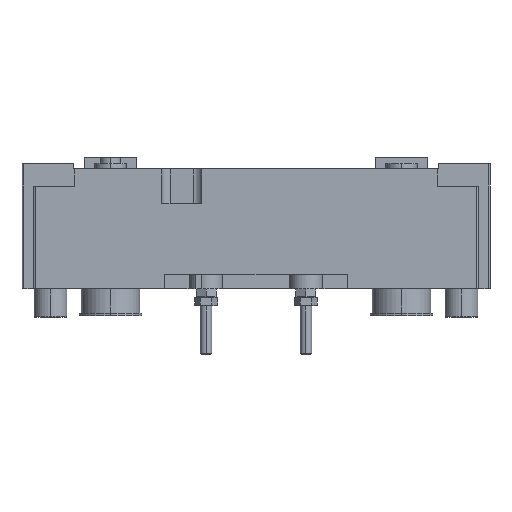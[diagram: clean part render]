
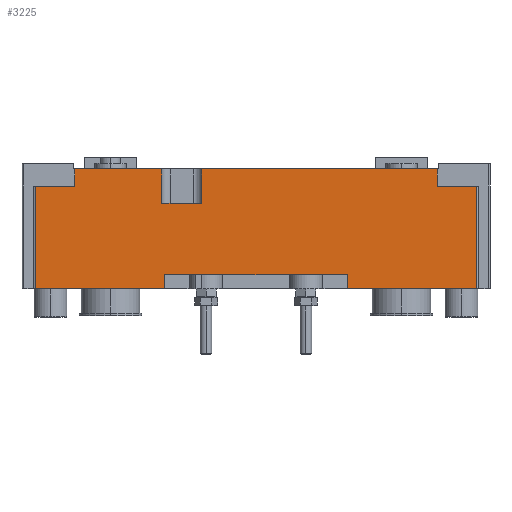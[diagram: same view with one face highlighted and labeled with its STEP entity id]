
A CAD part, left-side view. The second image highlights one B-rep face of the part: STEP entity #3225.
In plain terms, the highlighted planar face has unit normal (-1, 0, 0).
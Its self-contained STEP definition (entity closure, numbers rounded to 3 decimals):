
#457 = VERTEX_POINT ( 'NONE', #6622 ) ;
#458 = VERTEX_POINT ( 'NONE', #6623 ) ;
#468 = VERTEX_POINT ( 'NONE', #6633 ) ;
#469 = VERTEX_POINT ( 'NONE', #6634 ) ;
#551 = VERTEX_POINT ( 'NONE', #6716 ) ;
#559 = VERTEX_POINT ( 'NONE', #6724 ) ;
#660 = VERTEX_POINT ( 'NONE', #6825 ) ;
#661 = VERTEX_POINT ( 'NONE', #6826 ) ;
#678 = VERTEX_POINT ( 'NONE', #6843 ) ;
#679 = VERTEX_POINT ( 'NONE', #6844 ) ;
#684 = VERTEX_POINT ( 'NONE', #6849 ) ;
#685 = VERTEX_POINT ( 'NONE', #6850 ) ;
#686 = VERTEX_POINT ( 'NONE', #6851 ) ;
#687 = VERTEX_POINT ( 'NONE', #6852 ) ;
#688 = VERTEX_POINT ( 'NONE', #6853 ) ;
#689 = VERTEX_POINT ( 'NONE', #6854 ) ;
#3225 = ADVANCED_FACE ( 'NONE', ( #14711 ), #14302, .F. ) ;
#3662 = EDGE_CURVE ( 'NONE', #458, #457, #15448, .T. ) ;
#3673 = EDGE_CURVE ( 'NONE', #469, #468, #15487, .T. ) ;
#4095 = ORIENTED_EDGE ( 'NONE', *, *, #3662, .T. ) ;
#4096 = ORIENTED_EDGE ( 'NONE', *, *, #4571, .T. ) ;
#4097 = ORIENTED_EDGE ( 'NONE', *, *, #4572, .T. ) ;
#4098 = ORIENTED_EDGE ( 'NONE', *, *, #4573, .T. ) ;
#4099 = ORIENTED_EDGE ( 'NONE', *, *, #4546, .F. ) ;
#4100 = ORIENTED_EDGE ( 'NONE', *, *, #4574, .T. ) ;
#4101 = ORIENTED_EDGE ( 'NONE', *, *, #4576, .F. ) ;
#4102 = ORIENTED_EDGE ( 'NONE', *, *, #4570, .T. ) ;
#4103 = ORIENTED_EDGE ( 'NONE', *, *, #4564, .F. ) ;
#4104 = ORIENTED_EDGE ( 'NONE', *, *, #4577, .T. ) ;
#4105 = ORIENTED_EDGE ( 'NONE', *, *, #4579, .T. ) ;
#4106 = ORIENTED_EDGE ( 'NONE', *, *, #4575, .T. ) ;
#4107 = ORIENTED_EDGE ( 'NONE', *, *, #3673, .T. ) ;
#4108 = ORIENTED_EDGE ( 'NONE', *, *, #4580, .T. ) ;
#4109 = ORIENTED_EDGE ( 'NONE', *, *, #4934, .T. ) ;
#4110 = ORIENTED_EDGE ( 'NONE', *, *, #4578, .T. ) ;
#4546 = EDGE_CURVE ( 'NONE', #660, #661, #15782, .T. ) ;
#4564 = EDGE_CURVE ( 'NONE', #678, #679, #15823, .T. ) ;
#4570 = EDGE_CURVE ( 'NONE', #687, #679, #15832, .T. ) ;
#4571 = EDGE_CURVE ( 'NONE', #457, #684, #15836, .T. ) ;
#4572 = EDGE_CURVE ( 'NONE', #684, #685, #15838, .T. ) ;
#4573 = EDGE_CURVE ( 'NONE', #685, #661, #15840, .T. ) ;
#4574 = EDGE_CURVE ( 'NONE', #660, #686, #15842, .T. ) ;
#4575 = EDGE_CURVE ( 'NONE', #689, #469, #15844, .T. ) ;
#4576 = EDGE_CURVE ( 'NONE', #687, #686, #15846, .T. ) ;
#4577 = EDGE_CURVE ( 'NONE', #678, #688, #15831, .T. ) ;
#4578 = EDGE_CURVE ( 'NONE', #559, #458, #15850, .T. ) ;
#4579 = EDGE_CURVE ( 'NONE', #688, #689, #15852, .T. ) ;
#4580 = EDGE_CURVE ( 'NONE', #468, #551, #15854, .T. ) ;
#4934 = EDGE_CURVE ( 'NONE', #551, #559, #19331, .T. ) ;
#6622 = CARTESIAN_POINT ( 'NONE',  ( 0., 4.6, 0. ) ) ;
#6623 = CARTESIAN_POINT ( 'NONE',  ( 0., 50., 0. ) ) ;
#6633 = CARTESIAN_POINT ( 'NONE',  ( 0., 114., 0. ) ) ;
#6634 = CARTESIAN_POINT ( 'NONE',  ( 0., 159.4, 0. ) ) ;
#6716 = CARTESIAN_POINT ( 'NONE',  ( 0., 114., 5. ) ) ;
#6724 = CARTESIAN_POINT ( 'NONE',  ( 0., 50., 5. ) ) ;
#6825 = CARTESIAN_POINT ( 'NONE',  ( 0., 101., 42. ) ) ;
#6826 = CARTESIAN_POINT ( 'NONE',  ( 0., 18.5, 42. ) ) ;
#6843 = CARTESIAN_POINT ( 'NONE',  ( 0., 145.5, 42. ) ) ;
#6844 = CARTESIAN_POINT ( 'NONE',  ( 0., 115., 42. ) ) ;
#6849 = CARTESIAN_POINT ( 'NONE',  ( 0., 4.6, 36. ) ) ;
#6850 = CARTESIAN_POINT ( 'NONE',  ( 0., 18.5, 36. ) ) ;
#6851 = CARTESIAN_POINT ( 'NONE',  ( 0., 101., 30. ) ) ;
#6852 = CARTESIAN_POINT ( 'NONE',  ( 0., 115., 30. ) ) ;
#6853 = CARTESIAN_POINT ( 'NONE',  ( 0., 145.5, 36. ) ) ;
#6854 = CARTESIAN_POINT ( 'NONE',  ( 0., 159.4, 36. ) ) ;
#9932 = EDGE_LOOP ( 'NONE', ( #4095, #4096, #4097, #4098, #4099, #4100, #4101, #4102, #4103, #4104, #4105, #4106, #4107, #4108, #4109, #4110 ) ) ;
#11451 = AXIS2_PLACEMENT_3D ( 'NONE', #14303, #14312, #14313 ) ;
#14302 = PLANE ( 'NONE',  #11451 ) ;
#14303 = CARTESIAN_POINT ( 'NONE',  ( 0., 0., 42. ) ) ;
#14312 = DIRECTION ( 'NONE',  ( 1., 0., 0. ) ) ;
#14313 = DIRECTION ( 'NONE',  ( 0., 0., -1. ) ) ;
#14711 = FACE_OUTER_BOUND ( 'NONE', #9932, .T. ) ;
#15448 = LINE ( 'NONE', #17339, #15470 ) ;
#15470 = VECTOR ( 'NONE', #17340, 1000. ) ;
#15487 = LINE ( 'NONE', #17362, #15492 ) ;
#15492 = VECTOR ( 'NONE', #17366, 1000. ) ;
#15782 = LINE ( 'NONE', #17830, #15787 ) ;
#15787 = VECTOR ( 'NONE', #17831, 1000. ) ;
#15823 = LINE ( 'NONE', #17867, #15824 ) ;
#15824 = VECTOR ( 'NONE', #17868, 1000. ) ;
#15831 = LINE ( 'NONE', #17882, #15848 ) ;
#15832 = LINE ( 'NONE', #17874, #15834 ) ;
#15834 = VECTOR ( 'NONE', #17883, 1000. ) ;
#15836 = LINE ( 'NONE', #17884, #15837 ) ;
#15837 = VECTOR ( 'NONE', #17885, 1000. ) ;
#15838 = LINE ( 'NONE', #17886, #15839 ) ;
#15839 = VECTOR ( 'NONE', #17887, 1000. ) ;
#15840 = LINE ( 'NONE', #17888, #15841 ) ;
#15841 = VECTOR ( 'NONE', #17889, 1000. ) ;
#15842 = LINE ( 'NONE', #17890, #15843 ) ;
#15843 = VECTOR ( 'NONE', #17891, 1000. ) ;
#15844 = LINE ( 'NONE', #17892, #15845 ) ;
#15845 = VECTOR ( 'NONE', #17893, 1000. ) ;
#15846 = LINE ( 'NONE', #17894, #15847 ) ;
#15847 = VECTOR ( 'NONE', #17895, 1000. ) ;
#15848 = VECTOR ( 'NONE', #17897, 1000. ) ;
#15850 = LINE ( 'NONE', #17898, #15851 ) ;
#15851 = VECTOR ( 'NONE', #17899, 1000. ) ;
#15852 = LINE ( 'NONE', #17900, #15853 ) ;
#15853 = VECTOR ( 'NONE', #17901, 1000. ) ;
#15854 = LINE ( 'NONE', #17902, #15855 ) ;
#15855 = VECTOR ( 'NONE', #17903, 1000. ) ;
#17339 = CARTESIAN_POINT ( 'NONE',  ( 0., 0., 0. ) ) ;
#17340 = DIRECTION ( 'NONE',  ( 0., -1., 0. ) ) ;
#17362 = CARTESIAN_POINT ( 'NONE',  ( 0., 0., 0. ) ) ;
#17366 = DIRECTION ( 'NONE',  ( 0., -1., 0. ) ) ;
#17830 = CARTESIAN_POINT ( 'NONE',  ( 0., 0., 42. ) ) ;
#17831 = DIRECTION ( 'NONE',  ( 0., -1., 0. ) ) ;
#17867 = CARTESIAN_POINT ( 'NONE',  ( 0., 0., 42. ) ) ;
#17868 = DIRECTION ( 'NONE',  ( 0., -1., 0. ) ) ;
#17874 = CARTESIAN_POINT ( 'NONE',  ( 0., 115., 42. ) ) ;
#17882 = CARTESIAN_POINT ( 'NONE',  ( 0., 145.5, 42. ) ) ;
#17883 = DIRECTION ( 'NONE',  ( 0., 0., 1. ) ) ;
#17884 = CARTESIAN_POINT ( 'NONE',  ( 0., 4.6, 42. ) ) ;
#17885 = DIRECTION ( 'NONE',  ( 0., 0., 1. ) ) ;
#17886 = CARTESIAN_POINT ( 'NONE',  ( 0., 0., 36. ) ) ;
#17887 = DIRECTION ( 'NONE',  ( 0., 1., 0. ) ) ;
#17888 = CARTESIAN_POINT ( 'NONE',  ( 0., 18.5, 42. ) ) ;
#17889 = DIRECTION ( 'NONE',  ( 0., 0., 1. ) ) ;
#17890 = CARTESIAN_POINT ( 'NONE',  ( 0., 101., 42. ) ) ;
#17891 = DIRECTION ( 'NONE',  ( 0., 0., -1. ) ) ;
#17892 = CARTESIAN_POINT ( 'NONE',  ( 0., 159.4, 42. ) ) ;
#17893 = DIRECTION ( 'NONE',  ( 0., 0., -1. ) ) ;
#17894 = CARTESIAN_POINT ( 'NONE',  ( 0., 0., 30. ) ) ;
#17895 = DIRECTION ( 'NONE',  ( 0., -1., 0. ) ) ;
#17897 = DIRECTION ( 'NONE',  ( 0., 0., -1. ) ) ;
#17898 = CARTESIAN_POINT ( 'NONE',  ( 0., 50., 42. ) ) ;
#17899 = DIRECTION ( 'NONE',  ( 0., 0., -1. ) ) ;
#17900 = CARTESIAN_POINT ( 'NONE',  ( 0., 0., 36. ) ) ;
#17901 = DIRECTION ( 'NONE',  ( 0., 1., 0. ) ) ;
#17902 = CARTESIAN_POINT ( 'NONE',  ( 0., 114., 42. ) ) ;
#17903 = DIRECTION ( 'NONE',  ( 0., 0., 1. ) ) ;
#18736 = CARTESIAN_POINT ( 'NONE',  ( 0., 0., 5. ) ) ;
#18737 = DIRECTION ( 'NONE',  ( 0., -1., 0. ) ) ;
#19331 = LINE ( 'NONE', #18736, #19332 ) ;
#19332 = VECTOR ( 'NONE', #18737, 1000. ) ;
